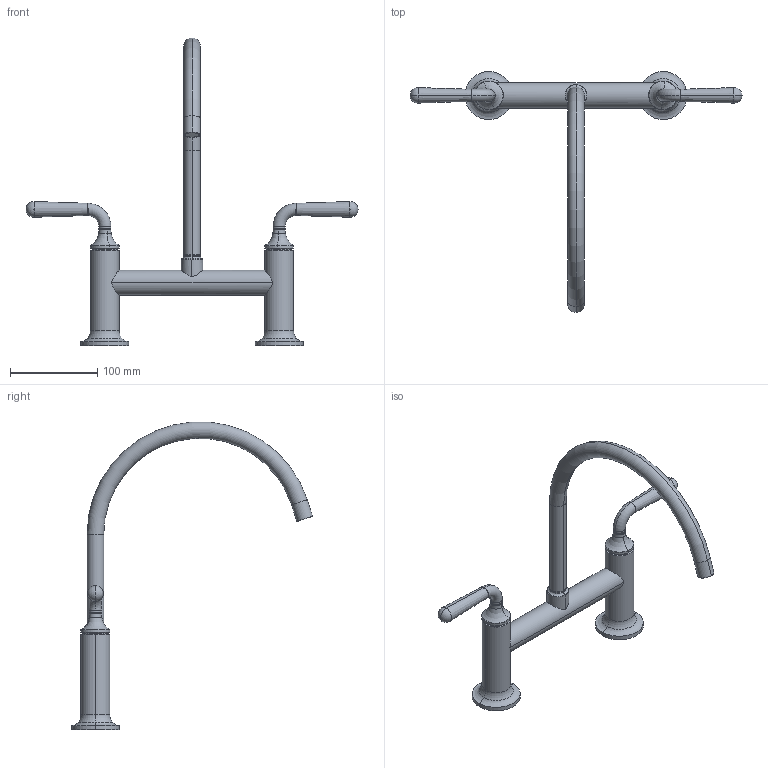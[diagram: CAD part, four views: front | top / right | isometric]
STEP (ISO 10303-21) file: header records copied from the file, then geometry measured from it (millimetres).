
FILE_DESCRIPTION (( 'STEP AP214' ), '1' );
FILE_NAME ('19815809.STEP', '2023-03-16T08:21:00', ( '' ), ( '' ), 'SwSTEP 2.0', 'SolidWorks 2020', '' );
FILE_SCHEMA (( 'AUTOMOTIVE_DESIGN' ));
Length unit declared in the file: millimetre
Products named in the file (8): Planungsmodell_Huelse-+-09.19.80.061.90-1; Planungsmodell_Ring-+-09.28.10.166.90-1; Planungsmodell_Griff-+-09.20.80.057.90-1; Planungsmodell_Koerper-+-09.19.80.051.90-1; 19815809; Planungsmodell_Koerper-+-09.19.80.064.90-1; Planungsmodell_Aufnahme-+-09.12.12.230.90-2; Planungsmodell_Auslauf-+-09.28.22.396.90-1
Assembly tree (10 placements, depth 2):
  19815809
    Planungsmodell_Koerper-+-09.19.80.051.90-1  x2
    Planungsmodell_Griff-+-09.20.80.057.90-1  x2
    Planungsmodell_Aufnahme-+-09.12.12.230.90-2  x2
    Planungsmodell_Huelse-+-09.19.80.061.90-1
    Planungsmodell_Auslauf-+-09.28.22.396.90-1
    Planungsmodell_Koerper-+-09.19.80.064.90-1
    Planungsmodell_Ring-+-09.28.10.166.90-1
Bounding box: 381 x 276.79 x 353.35 mm (x, y, z)
Volume: 580119 mm3; surface area: 149239.1 mm2
Topology: 11 solids, 11 shells, 153 faces, 312 edges, 188 vertices
Faces by surface type: torus 64, cylinder 46, plane 25, bspline 10, sphere 4, cone 4
Entity records: 4855 total; most frequent: CARTESIAN_POINT 2019, DIRECTION 542, ORIENTED_EDGE 400, AXIS2_PLACEMENT_3D 254, EDGE_CURVE 200, CIRCLE 146, VERTEX_POINT 121, EDGE_LOOP 113
